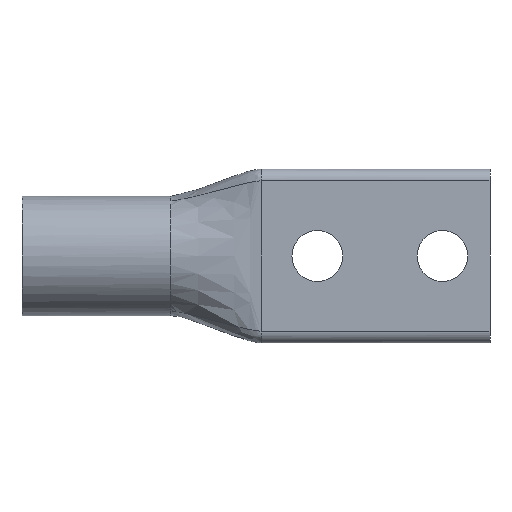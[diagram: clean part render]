
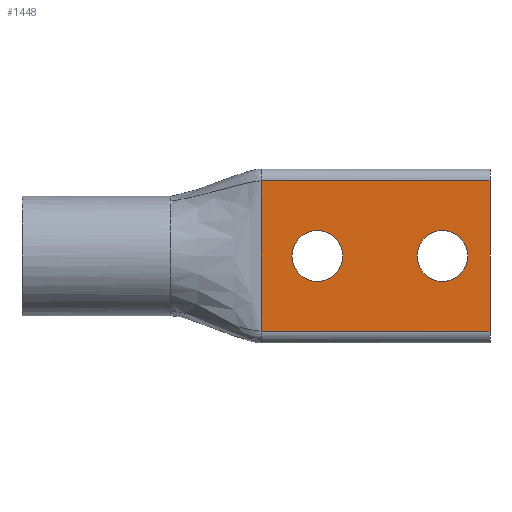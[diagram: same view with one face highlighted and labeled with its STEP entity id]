
A CAD part, front view. The second image highlights one B-rep face of the part: STEP entity #1448.
In plain terms, the highlighted planar face has unit normal (0, -1, 0).
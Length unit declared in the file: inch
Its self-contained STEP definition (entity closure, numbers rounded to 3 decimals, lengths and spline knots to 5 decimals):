
#60 = VECTOR ( 'NONE', #233, 39.37008 ) ;
#80 = DIRECTION ( 'NONE',  ( 0., 1., 0. ) ) ;
#103 = VERTEX_POINT ( 'NONE', #186 ) ;
#123 = EDGE_LOOP ( 'NONE', ( #1896, #403 ) ) ;
#179 = CIRCLE ( 'NONE', #1008, 0.203 ) ;
#186 = CARTESIAN_POINT ( 'NONE',  ( 3.74, 0., 0.6 ) ) ;
#202 = VERTEX_POINT ( 'NONE', #382 ) ;
#233 = DIRECTION ( 'NONE',  ( -1., 0., 0. ) ) ;
#315 = VERTEX_POINT ( 'NONE', #1315 ) ;
#328 = EDGE_LOOP ( 'NONE', ( #886, #776, #2055, #1363 ) ) ;
#338 = CARTESIAN_POINT ( 'NONE',  ( 1.91, 0., 0.6 ) ) ;
#366 = EDGE_CURVE ( 'NONE', #1825, #202, #1324, .T. ) ;
#376 = CARTESIAN_POINT ( 'NONE',  ( 5.14293, 0., 0.6 ) ) ;
#382 = CARTESIAN_POINT ( 'NONE',  ( 1.91, 0., -0.6 ) ) ;
#386 = CARTESIAN_POINT ( 'NONE',  ( 3.36, 0., 0. ) ) ;
#403 = ORIENTED_EDGE ( 'NONE', *, *, #1226, .T. ) ;
#436 = AXIS2_PLACEMENT_3D ( 'NONE', #386, #847, #1502 ) ;
#446 = CARTESIAN_POINT ( 'NONE',  ( 1.91, 0., 0. ) ) ;
#509 = EDGE_CURVE ( 'NONE', #103, #1825, #1368, .T. ) ;
#524 = EDGE_CURVE ( 'NONE', #315, #2031, #1827, .T. ) ;
#629 = VECTOR ( 'NONE', #2013, 39.37008 ) ;
#663 = AXIS2_PLACEMENT_3D ( 'NONE', #1379, #684, #1182 ) ;
#684 = DIRECTION ( 'NONE',  ( 0., 1., 0. ) ) ;
#733 = DIRECTION ( 'NONE',  ( 0., 0., 1. ) ) ;
#736 = CARTESIAN_POINT ( 'NONE',  ( 2.36, 0., -0.203 ) ) ;
#766 = LINE ( 'NONE', #446, #2112 ) ;
#776 = ORIENTED_EDGE ( 'NONE', *, *, #2045, .T. ) ;
#797 = CARTESIAN_POINT ( 'NONE',  ( 2.36, 0., 0. ) ) ;
#847 = DIRECTION ( 'NONE',  ( 0., 1., 0. ) ) ;
#853 = VERTEX_POINT ( 'NONE', #2000 ) ;
#857 = LINE ( 'NONE', #376, #60 ) ;
#859 = FACE_BOUND ( 'NONE', #1517, .T. ) ;
#886 = ORIENTED_EDGE ( 'NONE', *, *, #1774, .T. ) ;
#986 = CARTESIAN_POINT ( 'NONE',  ( 5.14293, 0., -0.6 ) ) ;
#1008 = AXIS2_PLACEMENT_3D ( 'NONE', #1186, #80, #733 ) ;
#1020 = FACE_OUTER_BOUND ( 'NONE', #328, .T. ) ;
#1069 = EDGE_CURVE ( 'NONE', #1220, #853, #179, .T. ) ;
#1147 = ORIENTED_EDGE ( 'NONE', *, *, #1069, .T. ) ;
#1153 = ORIENTED_EDGE ( 'NONE', *, *, #1728, .T. ) ;
#1182 = DIRECTION ( 'NONE',  ( 0., 0., 1. ) ) ;
#1186 = CARTESIAN_POINT ( 'NONE',  ( 3.36, 0., 0. ) ) ;
#1193 = DIRECTION ( 'NONE',  ( 0., -1., 0. ) ) ;
#1220 = VERTEX_POINT ( 'NONE', #1766 ) ;
#1226 = EDGE_CURVE ( 'NONE', #2031, #315, #1767, .T. ) ;
#1315 = CARTESIAN_POINT ( 'NONE',  ( 2.36, 0., 0.203 ) ) ;
#1324 = LINE ( 'NONE', #986, #1658 ) ;
#1363 = ORIENTED_EDGE ( 'NONE', *, *, #509, .F. ) ;
#1368 = LINE ( 'NONE', #1688, #629 ) ;
#1379 = CARTESIAN_POINT ( 'NONE',  ( 2.36, 0., 0. ) ) ;
#1392 = PLANE ( 'NONE',  #1404 ) ;
#1404 = AXIS2_PLACEMENT_3D ( 'NONE', #1862, #1193, #2038 ) ;
#1448 = ADVANCED_FACE ( 'NONE', ( #1020, #2024, #859 ), #1392, .T. ) ;
#1459 = DIRECTION ( 'NONE',  ( 0., 1., 0. ) ) ;
#1500 = AXIS2_PLACEMENT_3D ( 'NONE', #797, #1459, #1758 ) ;
#1502 = DIRECTION ( 'NONE',  ( 0., 0., 1. ) ) ;
#1517 = EDGE_LOOP ( 'NONE', ( #1147, #1153 ) ) ;
#1637 = CARTESIAN_POINT ( 'NONE',  ( 3.74, 0., -0.6 ) ) ;
#1658 = VECTOR ( 'NONE', #1957, 39.37008 ) ;
#1688 = CARTESIAN_POINT ( 'NONE',  ( 3.74, 0., 0. ) ) ;
#1728 = EDGE_CURVE ( 'NONE', #853, #1220, #1732, .T. ) ;
#1732 = CIRCLE ( 'NONE', #436, 0.203 ) ;
#1758 = DIRECTION ( 'NONE',  ( 0., 0., 1. ) ) ;
#1766 = CARTESIAN_POINT ( 'NONE',  ( 3.36, 0., 0.203 ) ) ;
#1767 = CIRCLE ( 'NONE', #1500, 0.203 ) ;
#1774 = EDGE_CURVE ( 'NONE', #103, #1857, #857, .T. ) ;
#1825 = VERTEX_POINT ( 'NONE', #1637 ) ;
#1827 = CIRCLE ( 'NONE', #663, 0.203 ) ;
#1857 = VERTEX_POINT ( 'NONE', #338 ) ;
#1862 = CARTESIAN_POINT ( 'NONE',  ( 5.14293, 0., 0. ) ) ;
#1896 = ORIENTED_EDGE ( 'NONE', *, *, #524, .T. ) ;
#1957 = DIRECTION ( 'NONE',  ( -1., 0., 0. ) ) ;
#2000 = CARTESIAN_POINT ( 'NONE',  ( 3.36, 0., -0.203 ) ) ;
#2013 = DIRECTION ( 'NONE',  ( 0., 0., -1. ) ) ;
#2024 = FACE_BOUND ( 'NONE', #123, .T. ) ;
#2031 = VERTEX_POINT ( 'NONE', #736 ) ;
#2038 = DIRECTION ( 'NONE',  ( 0., 0., -1. ) ) ;
#2045 = EDGE_CURVE ( 'NONE', #1857, #202, #766, .T. ) ;
#2046 = DIRECTION ( 'NONE',  ( 0., 0., -1. ) ) ;
#2055 = ORIENTED_EDGE ( 'NONE', *, *, #366, .F. ) ;
#2112 = VECTOR ( 'NONE', #2046, 39.37008 ) ;
